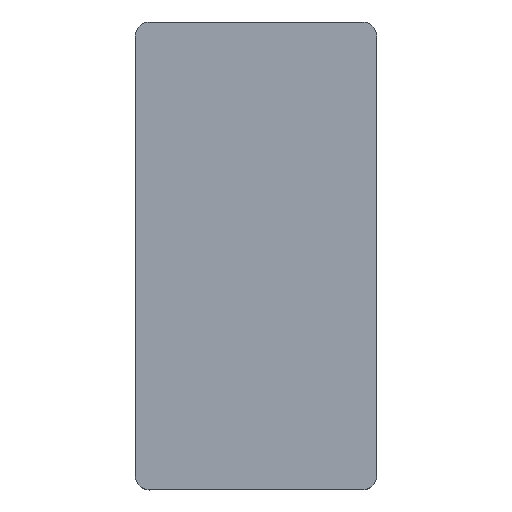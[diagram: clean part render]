
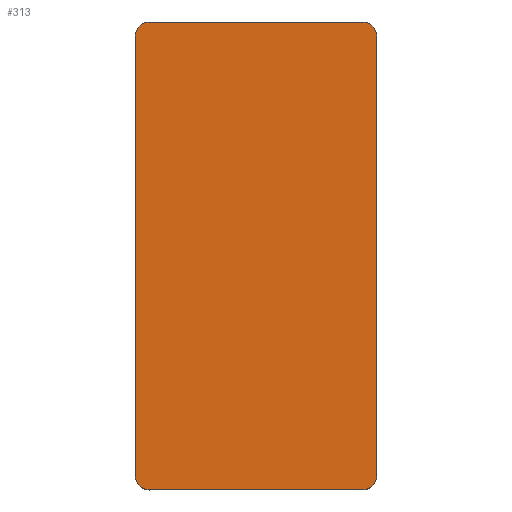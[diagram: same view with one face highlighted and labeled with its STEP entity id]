
A CAD part, top view. The second image highlights one B-rep face of the part: STEP entity #313.
In plain terms, the highlighted planar face has unit normal (0, 0, 1).
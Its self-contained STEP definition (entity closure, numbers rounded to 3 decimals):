
#28 = EDGE_CURVE ( 'NONE', #1580, #592, #281, .T. ) ;
#33 = DIRECTION ( 'NONE',  ( -1., 0., 0. ) ) ;
#46 = DIRECTION ( 'NONE',  ( 0., -1., 0. ) ) ;
#137 = CARTESIAN_POINT ( 'NONE',  ( -30.3, 62.5, 3.25 ) ) ;
#188 = AXIS2_PLACEMENT_3D ( 'NONE', #295, #1114, #1595 ) ;
#197 = ORIENTED_EDGE ( 'NONE', *, *, #348, .T. ) ;
#281 = CIRCLE ( 'NONE', #545, 2. ) ;
#295 = CARTESIAN_POINT ( 'NONE',  ( -30.3, 0., 3.25 ) ) ;
#296 = CARTESIAN_POINT ( 'NONE',  ( 0., 0., 3.25 ) ) ;
#313 = ADVANCED_FACE ( 'NONE', ( #1075 ), #928, .T. ) ;
#316 = LINE ( 'NONE', #370, #1882 ) ;
#333 = DIRECTION ( 'NONE',  ( 0., -1., 0. ) ) ;
#348 = EDGE_CURVE ( 'NONE', #815, #1367, #1106, .T. ) ;
#366 = LINE ( 'NONE', #999, #1641 ) ;
#370 = CARTESIAN_POINT ( 'NONE',  ( -32.3, 64.5, 3.25 ) ) ;
#411 = EDGE_CURVE ( 'NONE', #1288, #1580, #366, .T. ) ;
#434 = CIRCLE ( 'NONE', #1711, 2. ) ;
#449 = CARTESIAN_POINT ( 'NONE',  ( 2., 62.5, 3.25 ) ) ;
#502 = CARTESIAN_POINT ( 'NONE',  ( -30.3, 64.5, 3.25 ) ) ;
#509 = CARTESIAN_POINT ( 'NONE',  ( -32.3, 62.5, 3.25 ) ) ;
#545 = AXIS2_PLACEMENT_3D ( 'NONE', #837, #1307, #46 ) ;
#592 = VERTEX_POINT ( 'NONE', #1726 ) ;
#631 = EDGE_CURVE ( 'NONE', #1367, #1288, #1814, .T. ) ;
#678 = ORIENTED_EDGE ( 'NONE', *, *, #777, .T. ) ;
#703 = ORIENTED_EDGE ( 'NONE', *, *, #411, .T. ) ;
#753 = ORIENTED_EDGE ( 'NONE', *, *, #1055, .T. ) ;
#775 = VERTEX_POINT ( 'NONE', #502 ) ;
#777 = EDGE_CURVE ( 'NONE', #592, #775, #1145, .T. ) ;
#795 = DIRECTION ( 'NONE',  ( 1., 0., 0. ) ) ;
#815 = VERTEX_POINT ( 'NONE', #1153 ) ;
#837 = CARTESIAN_POINT ( 'NONE',  ( 0., 62.5, 3.25 ) ) ;
#928 = PLANE ( 'NONE',  #1407 ) ;
#931 = ORIENTED_EDGE ( 'NONE', *, *, #1668, .T. ) ;
#949 = CARTESIAN_POINT ( 'NONE',  ( -32.3, -2., 3.25 ) ) ;
#999 = CARTESIAN_POINT ( 'NONE',  ( 2., 64.5, 3.25 ) ) ;
#1004 = AXIS2_PLACEMENT_3D ( 'NONE', #296, #1701, #1896 ) ;
#1055 = EDGE_CURVE ( 'NONE', #775, #1984, #434, .T. ) ;
#1072 = VECTOR ( 'NONE', #33, 1000. ) ;
#1075 = FACE_OUTER_BOUND ( 'NONE', #1631, .T. ) ;
#1088 = DIRECTION ( 'NONE',  ( 0., 0., 1. ) ) ;
#1090 = ORIENTED_EDGE ( 'NONE', *, *, #28, .T. ) ;
#1106 = LINE ( 'NONE', #949, #1571 ) ;
#1114 = DIRECTION ( 'NONE',  ( 0., 0., 1. ) ) ;
#1118 = CARTESIAN_POINT ( 'NONE',  ( 0., -2., 3.25 ) ) ;
#1123 = ORIENTED_EDGE ( 'NONE', *, *, #1190, .T. ) ;
#1145 = LINE ( 'NONE', #1792, #1072 ) ;
#1149 = DIRECTION ( 'NONE',  ( 0., 1., 0. ) ) ;
#1153 = CARTESIAN_POINT ( 'NONE',  ( -30.3, -2., 3.25 ) ) ;
#1190 = EDGE_CURVE ( 'NONE', #1984, #1763, #316, .T. ) ;
#1288 = VERTEX_POINT ( 'NONE', #1516 ) ;
#1307 = DIRECTION ( 'NONE',  ( 0., 0., 1. ) ) ;
#1367 = VERTEX_POINT ( 'NONE', #1118 ) ;
#1400 = DIRECTION ( 'NONE',  ( -1., 0., 0. ) ) ;
#1407 = AXIS2_PLACEMENT_3D ( 'NONE', #1764, #1088, #1400 ) ;
#1418 = DIRECTION ( 'NONE',  ( 0., 0., 1. ) ) ;
#1516 = CARTESIAN_POINT ( 'NONE',  ( 2., 0., 3.25 ) ) ;
#1520 = CARTESIAN_POINT ( 'NONE',  ( -32.3, 0., 3.25 ) ) ;
#1564 = ORIENTED_EDGE ( 'NONE', *, *, #631, .T. ) ;
#1571 = VECTOR ( 'NONE', #795, 1000. ) ;
#1580 = VERTEX_POINT ( 'NONE', #449 ) ;
#1595 = DIRECTION ( 'NONE',  ( 0., -1., 0. ) ) ;
#1631 = EDGE_LOOP ( 'NONE', ( #197, #1564, #703, #1090, #678, #753, #1123, #931 ) ) ;
#1641 = VECTOR ( 'NONE', #1149, 1000. ) ;
#1668 = EDGE_CURVE ( 'NONE', #1763, #815, #1800, .T. ) ;
#1701 = DIRECTION ( 'NONE',  ( 0., 0., 1. ) ) ;
#1711 = AXIS2_PLACEMENT_3D ( 'NONE', #137, #1418, #1746 ) ;
#1726 = CARTESIAN_POINT ( 'NONE',  ( 0., 64.5, 3.25 ) ) ;
#1746 = DIRECTION ( 'NONE',  ( 0., -1., 0. ) ) ;
#1763 = VERTEX_POINT ( 'NONE', #1520 ) ;
#1764 = CARTESIAN_POINT ( 'NONE',  ( -3.05, 51.65, 3.25 ) ) ;
#1792 = CARTESIAN_POINT ( 'NONE',  ( -32.3, 64.5, 3.25 ) ) ;
#1800 = CIRCLE ( 'NONE', #188, 2. ) ;
#1814 = CIRCLE ( 'NONE', #1004, 2. ) ;
#1882 = VECTOR ( 'NONE', #333, 1000. ) ;
#1896 = DIRECTION ( 'NONE',  ( 0., -1., 0. ) ) ;
#1984 = VERTEX_POINT ( 'NONE', #509 ) ;
